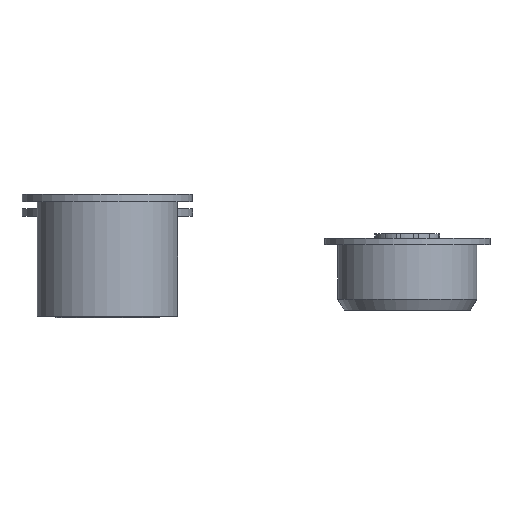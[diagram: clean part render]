
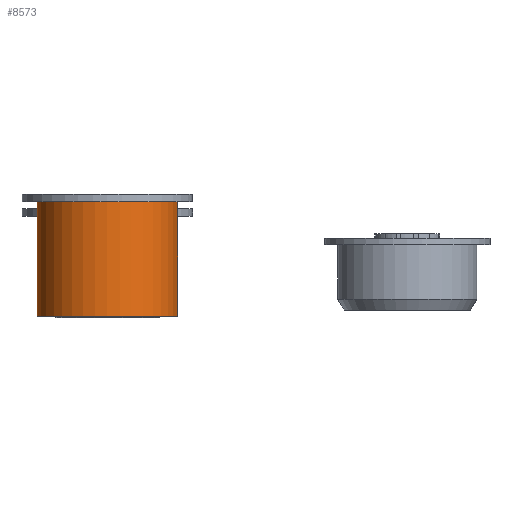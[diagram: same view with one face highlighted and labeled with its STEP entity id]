
A CAD part, left-side view. The second image highlights one B-rep face of the part: STEP entity #8573.
In plain terms, the highlighted cylindrical face has radius 5.818 mm (diameter 11.635 mm), a full revolution.
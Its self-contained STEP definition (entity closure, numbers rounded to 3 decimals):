
#84=CIRCLE('',#9079,5.818);
#85=CIRCLE('',#9080,5.818);
#276=CYLINDRICAL_SURFACE('',#9078,5.818);
#531=FACE_OUTER_BOUND('',#1029,.T.);
#1029=EDGE_LOOP('',(#5801,#5802,#5803,#5804));
#1582=LINE('',#12162,#2371);
#2371=VECTOR('',#9678,5.818);
#3529=VERTEX_POINT('',#12159);
#3530=VERTEX_POINT('',#12161);
#4433=EDGE_CURVE('',#3529,#3529,#84,.T.);
#4434=EDGE_CURVE('',#3529,#3530,#1582,.T.);
#4435=EDGE_CURVE('',#3530,#3530,#85,.T.);
#5801=ORIENTED_EDGE('',*,*,#4433,.T.);
#5802=ORIENTED_EDGE('',*,*,#4434,.T.);
#5803=ORIENTED_EDGE('',*,*,#4435,.T.);
#5804=ORIENTED_EDGE('',*,*,#4434,.F.);
#8573=ADVANCED_FACE('',(#531),#276,.T.);
#9078=AXIS2_PLACEMENT_3D('',#12158,#9674,#9675);
#9079=AXIS2_PLACEMENT_3D('',#12160,#9676,#9677);
#9080=AXIS2_PLACEMENT_3D('',#12163,#9679,#9680);
#9674=DIRECTION('center_axis',(0.,0.,1.));
#9675=DIRECTION('ref_axis',(-1.,0.,0.));
#9676=DIRECTION('center_axis',(0.,0.,1.));
#9677=DIRECTION('ref_axis',(1.,0.,0.));
#9678=DIRECTION('',(0.,0.,1.));
#9679=DIRECTION('center_axis',(0.,0.,-1.));
#9680=DIRECTION('ref_axis',(-1.,0.,0.));
#12158=CARTESIAN_POINT('Origin',(85.,32.,-1.));
#12159=CARTESIAN_POINT('',(90.818,32.,-1.));
#12160=CARTESIAN_POINT('Origin',(85.,32.,-1.));
#12161=CARTESIAN_POINT('',(90.818,32.,8.5));
#12162=CARTESIAN_POINT('',(90.818,32.,-1.));
#12163=CARTESIAN_POINT('Origin',(85.,32.,8.5));
